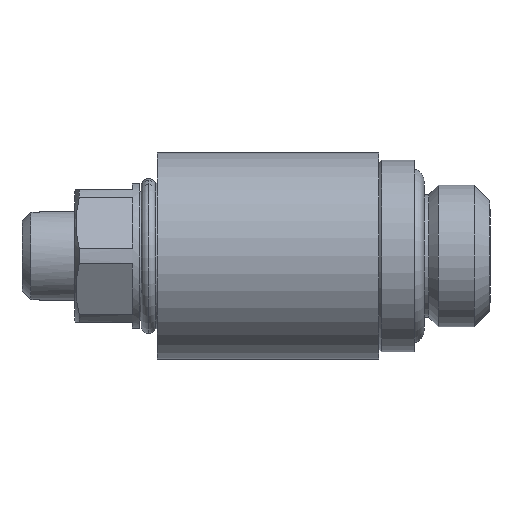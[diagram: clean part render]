
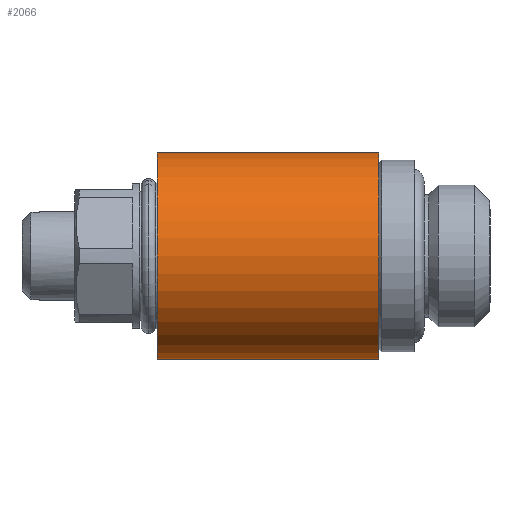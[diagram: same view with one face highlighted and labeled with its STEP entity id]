
A CAD part, left-side view. The second image highlights one B-rep face of the part: STEP entity #2066.
In plain terms, the highlighted cylindrical face has radius 7 mm (diameter 14 mm), a partial arc.
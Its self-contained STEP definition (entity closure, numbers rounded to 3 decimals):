
#309 = AXIS2_PLACEMENT_3D ( 'NONE', #360, #369, #371 ) ;
#310 = DIRECTION ( 'NONE',  ( 0., 0., 1. ) ) ;
#311 = CIRCLE ( 'NONE', #309, 7. ) ;
#327 = DIRECTION ( 'NONE',  ( 0., 1., 0. ) ) ;
#328 = CARTESIAN_POINT ( 'NONE',  ( 0., 30.486, 0. ) ) ;
#360 = CARTESIAN_POINT ( 'NONE',  ( 0., 22.9, 0. ) ) ;
#369 = DIRECTION ( 'NONE',  ( 0., 1., 0. ) ) ;
#371 = DIRECTION ( 'NONE',  ( 0., 0., 1. ) ) ;
#388 = AXIS2_PLACEMENT_3D ( 'NONE', #328, #327, #310 ) ;
#389 = CYLINDRICAL_SURFACE ( 'NONE', #388, 7. ) ;
#418 = FACE_OUTER_BOUND ( 'NONE', #2099, .T. ) ;
#488 = CIRCLE ( 'NONE', #500, 7. ) ;
#494 = CARTESIAN_POINT ( 'NONE',  ( 0., 7.9, 0. ) ) ;
#495 = DIRECTION ( 'NONE',  ( 0., 0., -1. ) ) ;
#496 = DIRECTION ( 'NONE',  ( 0., -1., 0. ) ) ;
#500 = AXIS2_PLACEMENT_3D ( 'NONE', #494, #496, #495 ) ;
#1607 = VERTEX_POINT ( 'NONE', #2963 ) ;
#1610 = VERTEX_POINT ( 'NONE', #2957 ) ;
#1612 = EDGE_CURVE ( 'NONE', #1607, #1610, #3023, .T. ) ;
#1656 = VERTEX_POINT ( 'NONE', #3989 ) ;
#1689 = VERTEX_POINT ( 'NONE', #3807 ) ;
#1713 = EDGE_CURVE ( 'NONE', #1689, #1656, #3629, .T. ) ;
#2066 = ADVANCED_FACE ( 'NONE', ( #418 ), #389, .T. ) ;
#2076 = ORIENTED_EDGE ( 'NONE', *, *, #2077, .F. ) ;
#2077 = EDGE_CURVE ( 'NONE', #1656, #1610, #311, .T. ) ;
#2099 = EDGE_LOOP ( 'NONE', ( #2100, #2210, #2211, #2076 ) ) ;
#2100 = ORIENTED_EDGE ( 'NONE', *, *, #1713, .F. ) ;
#2105 = EDGE_CURVE ( 'NONE', #1607, #1689, #488, .T. ) ;
#2210 = ORIENTED_EDGE ( 'NONE', *, *, #2105, .F. ) ;
#2211 = ORIENTED_EDGE ( 'NONE', *, *, #1612, .T. ) ;
#2957 = CARTESIAN_POINT ( 'NONE',  ( 0., 22.9, 7. ) ) ;
#2963 = CARTESIAN_POINT ( 'NONE',  ( 0., 7.9, 7. ) ) ;
#3020 = DIRECTION ( 'NONE',  ( 0., 1., 0. ) ) ;
#3021 = VECTOR ( 'NONE', #3020, 1000. ) ;
#3022 = CARTESIAN_POINT ( 'NONE',  ( 0., 30.486, 7. ) ) ;
#3023 = LINE ( 'NONE', #3022, #3021 ) ;
#3629 = LINE ( 'NONE', #3634, #3633 ) ;
#3632 = DIRECTION ( 'NONE',  ( 0., 1., 0. ) ) ;
#3633 = VECTOR ( 'NONE', #3632, 1000. ) ;
#3634 = CARTESIAN_POINT ( 'NONE',  ( 0., 30.486, -7. ) ) ;
#3807 = CARTESIAN_POINT ( 'NONE',  ( 0., 7.9, -7. ) ) ;
#3989 = CARTESIAN_POINT ( 'NONE',  ( 0., 22.9, -7. ) ) ;
